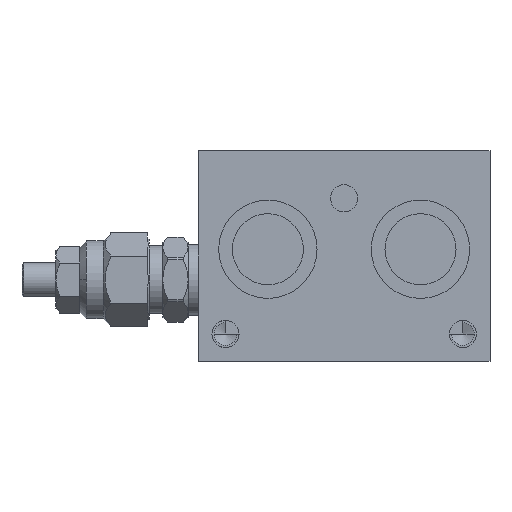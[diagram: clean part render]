
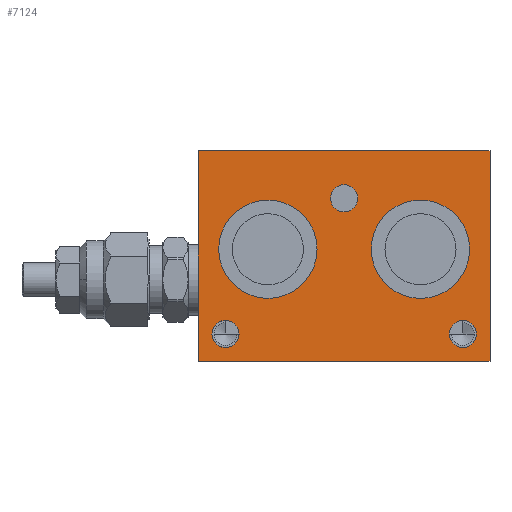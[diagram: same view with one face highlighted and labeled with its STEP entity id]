
A CAD part, front view. The second image highlights one B-rep face of the part: STEP entity #7124.
In plain terms, the highlighted planar face has unit normal (0, -1, 0).
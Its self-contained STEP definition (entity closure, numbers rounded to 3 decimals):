
#3092 = EDGE_CURVE( '', #4442, #8556, #9187, .T. );
#3132 = EDGE_CURVE( '', #3224, #6464, #9232, .T. );
#3210 = VERTEX_POINT( '', #9315 );
#3224 = VERTEX_POINT( '', #9330 );
#3332 = EDGE_CURVE( '', #4872, #8412, #9452, .T. );
#3692 = VERTEX_POINT( '', #9857 );
#4182 = VERTEX_POINT( '', #10407 );
#4280 = EDGE_CURVE( '', #6464, #3224, #10515, .T. );
#4442 = VERTEX_POINT( '', #10692 );
#4494 = EDGE_CURVE( '', #5736, #5042, #10751, .T. );
#4720 = EDGE_CURVE( '', #4182, #3692, #11001, .T. );
#4872 = VERTEX_POINT( '', #11169 );
#4996 = EDGE_CURVE( '', #3210, #8556, #11308, .T. );
#5042 = VERTEX_POINT( '', #11357 );
#5052 = EDGE_CURVE( '', #7174, #8758, #11368, .T. );
#5078 = EDGE_CURVE( '', #8758, #7174, #11395, .T. );
#5082 = EDGE_CURVE( '', #3692, #4182, #11400, .T. );
#5736 = VERTEX_POINT( '', #12211 );
#5816 = EDGE_CURVE( '', #5042, #5736, #12295, .T. );
#6380 = EDGE_CURVE( '', #7994, #3210, #12949, .T. );
#6464 = VERTEX_POINT( '', #13044 );
#6766 = EDGE_CURVE( '', #4442, #7994, #13390, .T. );
#7124 = ADVANCED_FACE( '', ( #13784, #13785, #13786, #13787, #13788, #13789 ), #13790, .F. );
#7174 = VERTEX_POINT( '', #13846 );
#7344 = EDGE_CURVE( '', #8412, #4872, #14033, .T. );
#7994 = VERTEX_POINT( '', #14778 );
#8412 = VERTEX_POINT( '', #15243 );
#8556 = VERTEX_POINT( '', #15404 );
#8758 = VERTEX_POINT( '', #15630 );
#9187 = LINE( '', #16116, #16117 );
#9232 = CIRCLE( '', #16172, 14.5 );
#9315 = CARTESIAN_POINT( '', ( 365., 0., 45. ) );
#9330 = CARTESIAN_POINT( '', ( 359., 0., 78. ) );
#9452 = CIRCLE( '', #16470, 14.5 );
#9857 = CARTESIAN_POINT( '', ( 318., 0., 93. ) );
#10407 = CARTESIAN_POINT( '', ( 326., 0., 93. ) );
#10515 = CIRCLE( '', #18024, 14.5 );
#10692 = CARTESIAN_POINT( '', ( 279., 0., 107. ) );
#10751 = CIRCLE( '', #18340, 4. );
#11001 = CIRCLE( '', #18725, 4. );
#11169 = CARTESIAN_POINT( '', ( 314., 0., 78. ) );
#11308 = LINE( '', #19171, #19172 );
#11357 = CARTESIAN_POINT( '', ( 353., 0., 53. ) );
#11368 = CIRCLE( '', #19246, 4. );
#11395 = CIRCLE( '', #19282, 4. );
#11400 = CIRCLE( '', #19288, 4. );
#12211 = CARTESIAN_POINT( '', ( 361., 0., 53. ) );
#12295 = CIRCLE( '', #20501, 4. );
#12949 = LINE( '', #21435, #21436 );
#13044 = CARTESIAN_POINT( '', ( 330., 0., 78. ) );
#13390 = LINE( '', #22041, #22042 );
#13784 = FACE_BOUND( '', #22653, .T. );
#13785 = FACE_BOUND( '', #22654, .T. );
#13786 = FACE_BOUND( '', #22655, .T. );
#13787 = FACE_BOUND( '', #22656, .T. );
#13788 = FACE_BOUND( '', #22657, .T. );
#13789 = FACE_OUTER_BOUND( '', #22658, .T. );
#13790 = PLANE( '', #22659 );
#13846 = CARTESIAN_POINT( '', ( 283., 0., 53. ) );
#14033 = CIRCLE( '', #22987, 14.5 );
#14778 = CARTESIAN_POINT( '', ( 365., 0., 107. ) );
#15243 = CARTESIAN_POINT( '', ( 285., 0., 78. ) );
#15404 = CARTESIAN_POINT( '', ( 279., 0., 45. ) );
#15630 = CARTESIAN_POINT( '', ( 291., 0., 53. ) );
#16116 = CARTESIAN_POINT( '', ( 279., 0., 76. ) );
#16117 = VECTOR( '', #25792, 1. );
#16172 = AXIS2_PLACEMENT_3D( '', #25853, #25854, #25855 );
#16470 = AXIS2_PLACEMENT_3D( '', #26117, #26118, #26119 );
#18024 = AXIS2_PLACEMENT_3D( '', #27372, #27373, #27374 );
#18340 = AXIS2_PLACEMENT_3D( '', #27642, #27643, #27644 );
#18725 = AXIS2_PLACEMENT_3D( '', #27918, #27919, #27920 );
#19171 = CARTESIAN_POINT( '', ( 322., 0., 45. ) );
#19172 = VECTOR( '', #28247, 1. );
#19246 = AXIS2_PLACEMENT_3D( '', #28294, #28295, #28296 );
#19282 = AXIS2_PLACEMENT_3D( '', #28314, #28315, #28316 );
#19288 = AXIS2_PLACEMENT_3D( '', #28325, #28326, #28327 );
#20501 = AXIS2_PLACEMENT_3D( '', #29423, #29424, #29425 );
#21435 = CARTESIAN_POINT( '', ( 365., 0., 76. ) );
#21436 = VECTOR( '', #30256, 1. );
#22041 = CARTESIAN_POINT( '', ( 322., 0., 107. ) );
#22042 = VECTOR( '', #30849, 1. );
#22653 = EDGE_LOOP( '', ( #31313, #31314 ) );
#22654 = EDGE_LOOP( '', ( #31315, #31316 ) );
#22655 = EDGE_LOOP( '', ( #31317, #31318 ) );
#22656 = EDGE_LOOP( '', ( #31319, #31320 ) );
#22657 = EDGE_LOOP( '', ( #31321, #31322 ) );
#22658 = EDGE_LOOP( '', ( #31323, #31324, #31325, #31326 ) );
#22659 = AXIS2_PLACEMENT_3D( '', #31327, #31328, #31329 );
#22987 = AXIS2_PLACEMENT_3D( '', #31611, #31612, #31613 );
#25792 = DIRECTION( '', ( 0., 0., -1. ) );
#25853 = CARTESIAN_POINT( '', ( 344.5, 0., 78. ) );
#25854 = DIRECTION( '', ( 0., 1., 0. ) );
#25855 = DIRECTION( '', ( 1., 0., 0. ) );
#26117 = CARTESIAN_POINT( '', ( 299.5, 0., 78. ) );
#26118 = DIRECTION( '', ( 0., 1., 0. ) );
#26119 = DIRECTION( '', ( 1., 0., 0. ) );
#27372 = CARTESIAN_POINT( '', ( 344.5, 0., 78. ) );
#27373 = DIRECTION( '', ( 0., 1., 0. ) );
#27374 = DIRECTION( '', ( 1., 0., 0. ) );
#27642 = CARTESIAN_POINT( '', ( 357., 0., 53. ) );
#27643 = DIRECTION( '', ( 0., 1., 0. ) );
#27644 = DIRECTION( '', ( 1., 0., 0. ) );
#27918 = CARTESIAN_POINT( '', ( 322., 0., 93. ) );
#27919 = DIRECTION( '', ( 0., 1., 0. ) );
#27920 = DIRECTION( '', ( 1., 0., 0. ) );
#28247 = DIRECTION( '', ( -1., 0., 0. ) );
#28294 = CARTESIAN_POINT( '', ( 287., 0., 53. ) );
#28295 = DIRECTION( '', ( 0., 1., 0. ) );
#28296 = DIRECTION( '', ( 1., 0., 0. ) );
#28314 = CARTESIAN_POINT( '', ( 287., 0., 53. ) );
#28315 = DIRECTION( '', ( 0., 1., 0. ) );
#28316 = DIRECTION( '', ( 1., 0., 0. ) );
#28325 = CARTESIAN_POINT( '', ( 322., 0., 93. ) );
#28326 = DIRECTION( '', ( 0., 1., 0. ) );
#28327 = DIRECTION( '', ( 1., 0., 0. ) );
#29423 = CARTESIAN_POINT( '', ( 357., 0., 53. ) );
#29424 = DIRECTION( '', ( 0., 1., 0. ) );
#29425 = DIRECTION( '', ( 1., 0., 0. ) );
#30256 = DIRECTION( '', ( 0., 0., -1. ) );
#30849 = DIRECTION( '', ( 1., 0., 0. ) );
#31313 = ORIENTED_EDGE( '', *, *, #5078, .T. );
#31314 = ORIENTED_EDGE( '', *, *, #5052, .T. );
#31315 = ORIENTED_EDGE( '', *, *, #4494, .T. );
#31316 = ORIENTED_EDGE( '', *, *, #5816, .T. );
#31317 = ORIENTED_EDGE( '', *, *, #3132, .T. );
#31318 = ORIENTED_EDGE( '', *, *, #4280, .T. );
#31319 = ORIENTED_EDGE( '', *, *, #3332, .T. );
#31320 = ORIENTED_EDGE( '', *, *, #7344, .T. );
#31321 = ORIENTED_EDGE( '', *, *, #4720, .T. );
#31322 = ORIENTED_EDGE( '', *, *, #5082, .T. );
#31323 = ORIENTED_EDGE( '', *, *, #3092, .T. );
#31324 = ORIENTED_EDGE( '', *, *, #4996, .F. );
#31325 = ORIENTED_EDGE( '', *, *, #6380, .F. );
#31326 = ORIENTED_EDGE( '', *, *, #6766, .F. );
#31327 = CARTESIAN_POINT( '', ( 322., 0., 76. ) );
#31328 = DIRECTION( '', ( 0., 1., 0. ) );
#31329 = DIRECTION( '', ( 0., 0., 1. ) );
#31611 = CARTESIAN_POINT( '', ( 299.5, 0., 78. ) );
#31612 = DIRECTION( '', ( 0., 1., 0. ) );
#31613 = DIRECTION( '', ( 1., 0., 0. ) );
